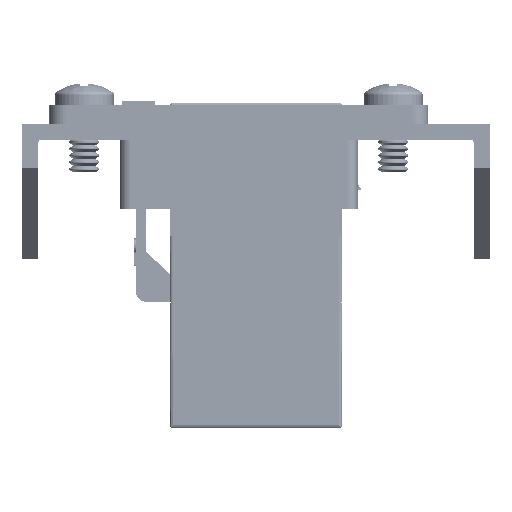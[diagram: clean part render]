
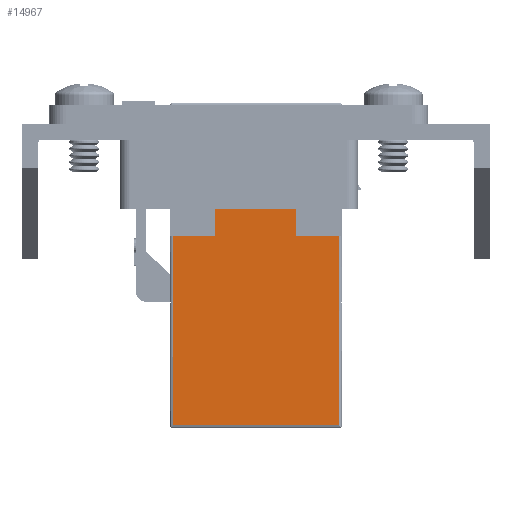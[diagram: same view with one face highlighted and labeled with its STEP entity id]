
A CAD part, left-side view. The second image highlights one B-rep face of the part: STEP entity #14967.
In plain terms, the highlighted face is planar.
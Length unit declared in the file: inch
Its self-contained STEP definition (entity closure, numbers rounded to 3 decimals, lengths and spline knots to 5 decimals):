
#170 = EDGE_CURVE ( 'NONE', #7927, #33163, #25251, .T. ) ;
#190 = LINE ( 'NONE', #19109, #10551 ) ;
#467 = VERTEX_POINT ( 'NONE', #26521 ) ;
#2729 = DIRECTION ( 'NONE',  ( 0., 1., 0. ) ) ;
#2979 = CARTESIAN_POINT ( 'NONE',  ( 0.2874, 0.11417, 0.14961 ) ) ;
#3014 = EDGE_CURVE ( 'NONE', #13562, #7927, #6656, .T. ) ;
#3638 = EDGE_CURVE ( 'NONE', #39287, #467, #41553, .T. ) ;
#4294 = CARTESIAN_POINT ( 'NONE',  ( 0.2874, 0.60236, -0.3189 ) ) ;
#4756 = CARTESIAN_POINT ( 'NONE',  ( 0.2874, 0.11024, -0.30709 ) ) ;
#5781 = CARTESIAN_POINT ( 'NONE',  ( 0.2874, 0.11024, 0.14961 ) ) ;
#6141 = VECTOR ( 'NONE', #8560, 39.37008 ) ;
#6656 = LINE ( 'NONE', #12518, #22923 ) ;
#7469 = EDGE_CURVE ( 'NONE', #39327, #31076, #33692, .T. ) ;
#7927 = VERTEX_POINT ( 'NONE', #37941 ) ;
#7938 = ORIENTED_EDGE ( 'NONE', *, *, #170, .T. ) ;
#8218 = ORIENTED_EDGE ( 'NONE', *, *, #17045, .F. ) ;
#8560 = DIRECTION ( 'NONE',  ( 0., -1., 0. ) ) ;
#8615 = CARTESIAN_POINT ( 'NONE',  ( 0.2874, -0.59055, -0.3189 ) ) ;
#9080 = VERTEX_POINT ( 'NONE', #4756 ) ;
#10167 = DIRECTION ( 'NONE',  ( 0., -1., 0. ) ) ;
#10233 = CARTESIAN_POINT ( 'NONE',  ( 0.2874, 0.11417, 0.14961 ) ) ;
#10551 = VECTOR ( 'NONE', #26057, 39.37008 ) ;
#10843 = CARTESIAN_POINT ( 'NONE',  ( 0.2874, 0.11417, -0.14961 ) ) ;
#11305 = PLANE ( 'NONE',  #43597 ) ;
#12518 = CARTESIAN_POINT ( 'NONE',  ( 0.2874, 0.60236, 0.30709 ) ) ;
#12878 = DIRECTION ( 'NONE',  ( 0., -1., 0. ) ) ;
#13562 = VERTEX_POINT ( 'NONE', #21733 ) ;
#13665 = DIRECTION ( 'NONE',  ( 0., 1., 0. ) ) ;
#13861 = EDGE_CURVE ( 'NONE', #38062, #39287, #25523, .T. ) ;
#14815 = DIRECTION ( 'NONE',  ( -1., 0., 0. ) ) ;
#14967 = ADVANCED_FACE ( 'NONE', ( #43925 ), #11305, .F. ) ;
#15444 = LINE ( 'NONE', #39712, #6141 ) ;
#15736 = LINE ( 'NONE', #2979, #32041 ) ;
#16147 = VECTOR ( 'NONE', #30662, 39.37008 ) ;
#16435 = CARTESIAN_POINT ( 'NONE',  ( 0.2874, 0.60236, -0.30709 ) ) ;
#17045 = EDGE_CURVE ( 'NONE', #13562, #18429, #43851, .T. ) ;
#18429 = VERTEX_POINT ( 'NONE', #5781 ) ;
#19097 = EDGE_CURVE ( 'NONE', #31076, #9080, #190, .T. ) ;
#19109 = CARTESIAN_POINT ( 'NONE',  ( 0.2874, 0.11024, -0.3189 ) ) ;
#21090 = ORIENTED_EDGE ( 'NONE', *, *, #35695, .F. ) ;
#21235 = CARTESIAN_POINT ( 'NONE',  ( 0.2874, 0.11024, 0.3189 ) ) ;
#21666 = DIRECTION ( 'NONE',  ( 0., 0., -1. ) ) ;
#21733 = CARTESIAN_POINT ( 'NONE',  ( 0.2874, 0.11024, 0.30709 ) ) ;
#22865 = VECTOR ( 'NONE', #2729, 39.37008 ) ;
#22923 = VECTOR ( 'NONE', #12878, 39.37008 ) ;
#23811 = CARTESIAN_POINT ( 'NONE',  ( 0.2874, 0.20984, 0.14961 ) ) ;
#24148 = CARTESIAN_POINT ( 'NONE',  ( 0.2874, -0.59055, -0.30709 ) ) ;
#24282 = ORIENTED_EDGE ( 'NONE', *, *, #7469, .F. ) ;
#24401 = ORIENTED_EDGE ( 'NONE', *, *, #3638, .F. ) ;
#24440 = VECTOR ( 'NONE', #10167, 39.37008 ) ;
#25251 = LINE ( 'NONE', #8615, #43748 ) ;
#25523 = LINE ( 'NONE', #23811, #34802 ) ;
#26057 = DIRECTION ( 'NONE',  ( 0., 0., -1. ) ) ;
#26521 = CARTESIAN_POINT ( 'NONE',  ( 0.2874, 0.20984, -0.14961 ) ) ;
#27615 = EDGE_LOOP ( 'NONE', ( #7938, #35983, #32024, #24282, #28587, #24401, #44805, #21090, #8218, #27761 ) ) ;
#27761 = ORIENTED_EDGE ( 'NONE', *, *, #3014, .T. ) ;
#28587 = ORIENTED_EDGE ( 'NONE', *, *, #43253, .F. ) ;
#29809 = CARTESIAN_POINT ( 'NONE',  ( 0.2874, 0.20984, 0.14961 ) ) ;
#30662 = DIRECTION ( 'NONE',  ( 0., 0., -1. ) ) ;
#31076 = VERTEX_POINT ( 'NONE', #40081 ) ;
#32024 = ORIENTED_EDGE ( 'NONE', *, *, #19097, .F. ) ;
#32041 = VECTOR ( 'NONE', #13665, 39.37008 ) ;
#32166 = LINE ( 'NONE', #16435, #22865 ) ;
#32347 = VECTOR ( 'NONE', #41156, 39.37008 ) ;
#33163 = VERTEX_POINT ( 'NONE', #24148 ) ;
#33691 = EDGE_CURVE ( 'NONE', #33163, #9080, #32166, .T. ) ;
#33692 = LINE ( 'NONE', #10843, #24440 ) ;
#34802 = VECTOR ( 'NONE', #44664, 39.37008 ) ;
#35695 = EDGE_CURVE ( 'NONE', #18429, #38062, #15736, .T. ) ;
#35983 = ORIENTED_EDGE ( 'NONE', *, *, #33691, .T. ) ;
#37225 = CARTESIAN_POINT ( 'NONE',  ( 0.2874, 0.11417, -0.14961 ) ) ;
#37941 = CARTESIAN_POINT ( 'NONE',  ( 0.2874, -0.59055, 0.30709 ) ) ;
#38062 = VERTEX_POINT ( 'NONE', #10233 ) ;
#39104 = DIRECTION ( 'NONE',  ( 0., 0., 1. ) ) ;
#39287 = VERTEX_POINT ( 'NONE', #29809 ) ;
#39327 = VERTEX_POINT ( 'NONE', #37225 ) ;
#39712 = CARTESIAN_POINT ( 'NONE',  ( 0.2874, 0.20984, -0.14961 ) ) ;
#40081 = CARTESIAN_POINT ( 'NONE',  ( 0.2874, 0.11024, -0.14961 ) ) ;
#41156 = DIRECTION ( 'NONE',  ( 0., 0., -1. ) ) ;
#41553 = LINE ( 'NONE', #42680, #32347 ) ;
#42680 = CARTESIAN_POINT ( 'NONE',  ( 0.2874, 0.20984, 0.3189 ) ) ;
#43253 = EDGE_CURVE ( 'NONE', #467, #39327, #15444, .T. ) ;
#43597 = AXIS2_PLACEMENT_3D ( 'NONE', #4294, #14815, #39104 ) ;
#43748 = VECTOR ( 'NONE', #21666, 39.37008 ) ;
#43851 = LINE ( 'NONE', #21235, #16147 ) ;
#43925 = FACE_OUTER_BOUND ( 'NONE', #27615, .T. ) ;
#44664 = DIRECTION ( 'NONE',  ( 0., 1., 0. ) ) ;
#44805 = ORIENTED_EDGE ( 'NONE', *, *, #13861, .F. ) ;
